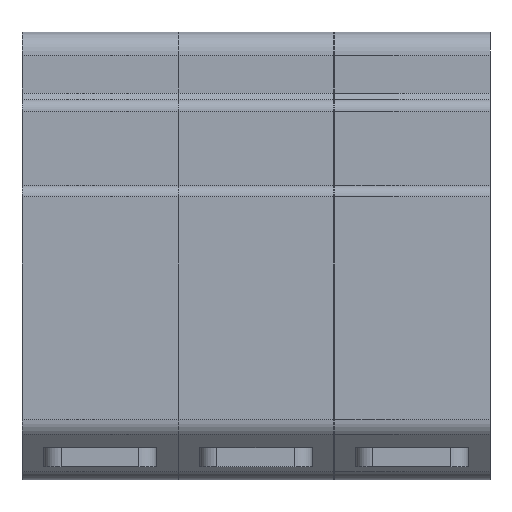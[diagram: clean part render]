
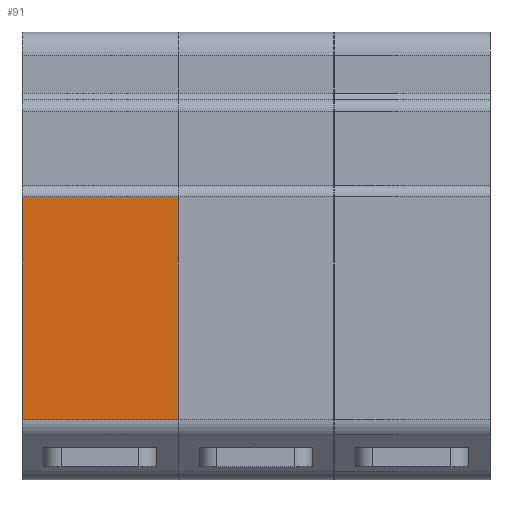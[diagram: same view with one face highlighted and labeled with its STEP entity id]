
A CAD part, front view. The second image highlights one B-rep face of the part: STEP entity #91.
In plain terms, the highlighted planar face has unit normal (0, -1, 0).
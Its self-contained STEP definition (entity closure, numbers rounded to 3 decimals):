
#91 = ADVANCED_FACE ( 'NONE', ( #355 ), #1918, .F. ) ;
#100 = DIRECTION ( 'NONE',  ( 0., 0., 1. ) ) ;
#124 = LINE ( 'NONE', #232, #1034 ) ;
#232 = CARTESIAN_POINT ( 'NONE',  ( 27., 0., -22.552 ) ) ;
#303 = LINE ( 'NONE', #538, #916 ) ;
#308 = CARTESIAN_POINT ( 'NONE',  ( 0., 0., 0. ) ) ;
#328 = EDGE_CURVE ( 'NONE', #2118, #1363, #1239, .T. ) ;
#355 = FACE_OUTER_BOUND ( 'NONE', #1024, .T. ) ;
#459 = VECTOR ( 'NONE', #2146, 1000. ) ;
#538 = CARTESIAN_POINT ( 'NONE',  ( 27., 0., -22.552 ) ) ;
#572 = DIRECTION ( 'NONE',  ( 0., 1., 0. ) ) ;
#721 = DIRECTION ( 'NONE',  ( -1., 0., 0. ) ) ;
#753 = CARTESIAN_POINT ( 'NONE',  ( 27., 0., -22.552 ) ) ;
#775 = VERTEX_POINT ( 'NONE', #1709 ) ;
#831 = ORIENTED_EDGE ( 'NONE', *, *, #1967, .F. ) ;
#855 = ORIENTED_EDGE ( 'NONE', *, *, #328, .T. ) ;
#909 = ORIENTED_EDGE ( 'NONE', *, *, #1879, .F. ) ;
#915 = LINE ( 'NONE', #1469, #1311 ) ;
#916 = VECTOR ( 'NONE', #721, 1000. ) ;
#950 = CARTESIAN_POINT ( 'NONE',  ( 0., 0., 16. ) ) ;
#1024 = EDGE_LOOP ( 'NONE', ( #855, #909, #831, #1704 ) ) ;
#1034 = VECTOR ( 'NONE', #1407, 1000. ) ;
#1239 = LINE ( 'NONE', #308, #459 ) ;
#1311 = VECTOR ( 'NONE', #1981, 1000. ) ;
#1363 = VERTEX_POINT ( 'NONE', #2024 ) ;
#1407 = DIRECTION ( 'NONE',  ( 0., 0., -1. ) ) ;
#1469 = CARTESIAN_POINT ( 'NONE',  ( 27., 0., 16. ) ) ;
#1704 = ORIENTED_EDGE ( 'NONE', *, *, #2148, .T. ) ;
#1709 = CARTESIAN_POINT ( 'NONE',  ( 27., 0., 16. ) ) ;
#1746 = VERTEX_POINT ( 'NONE', #753 ) ;
#1776 = CARTESIAN_POINT ( 'NONE',  ( 27., 0., 0. ) ) ;
#1870 = AXIS2_PLACEMENT_3D ( 'NONE', #1776, #572, #100 ) ;
#1879 = EDGE_CURVE ( 'NONE', #1746, #1363, #303, .T. ) ;
#1918 = PLANE ( 'NONE',  #1870 ) ;
#1967 = EDGE_CURVE ( 'NONE', #775, #1746, #124, .T. ) ;
#1981 = DIRECTION ( 'NONE',  ( -1., 0., 0. ) ) ;
#2024 = CARTESIAN_POINT ( 'NONE',  ( 0., 0., -22.552 ) ) ;
#2118 = VERTEX_POINT ( 'NONE', #950 ) ;
#2146 = DIRECTION ( 'NONE',  ( 0., 0., -1. ) ) ;
#2148 = EDGE_CURVE ( 'NONE', #775, #2118, #915, .T. ) ;
